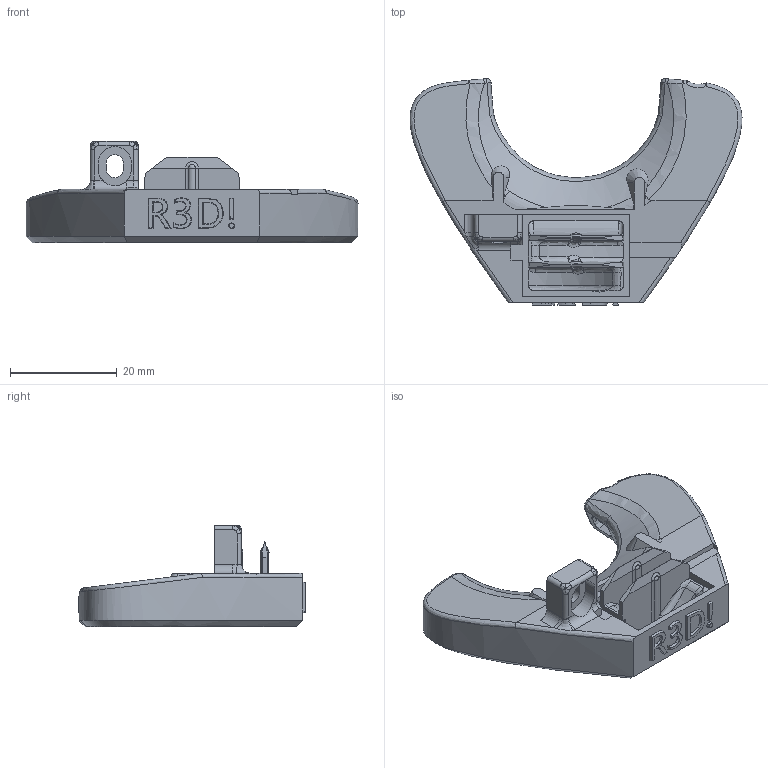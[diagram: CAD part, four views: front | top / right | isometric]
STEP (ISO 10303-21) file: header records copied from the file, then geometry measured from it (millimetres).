
FILE_DESCRIPTION(/* description */ (''),/* implementation_level */ '2;1');
FILE_NAME(/* name */ 'part_cooling_fan_duct.step',/* time_stamp */ '2022-06-08T09:13:59+02:00',/* author */ (''),/* organization */ (''),/* preprocessor_version */ 'ST-DEVELOPER v18.1',/* originating_system */ 'Autodesk Translation Framework v10.14.0.1471',/* authorisation */ '');
FILE_SCHEMA (('AUTOMOTIVE_DESIGN { 1 0 10303 214 3 1 1 }'));
Length unit declared in the file: millimetre
Products named in the file (1): part_cooling_fan_duct
Bounding box: 62.32 x 42.55 x 19 mm (x, y, z)
Volume: 10586.9 mm3; surface area: 7827 mm2
Topology: 1 solids, 1 shells, 389 faces, 1037 edges, 650 vertices
Faces by surface type: bspline 176, plane 124, cylinder 57, torus 19, cone 7, sphere 6
Entity records: 19207 total; most frequent: CARTESIAN_POINT 10870, ORIENTED_EDGE 2066, DIRECTION 1187, EDGE_CURVE 1033, VERTEX_POINT 650, B_SPLINE_CURVE_WITH_KNOTS 482, AXIS2_PLACEMENT_3D 426, EDGE_LOOP 401
